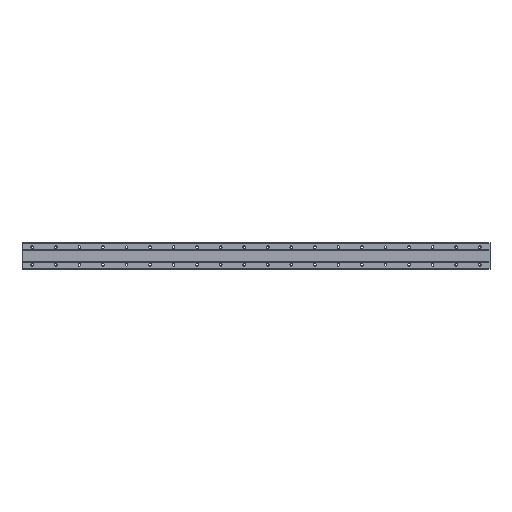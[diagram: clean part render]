
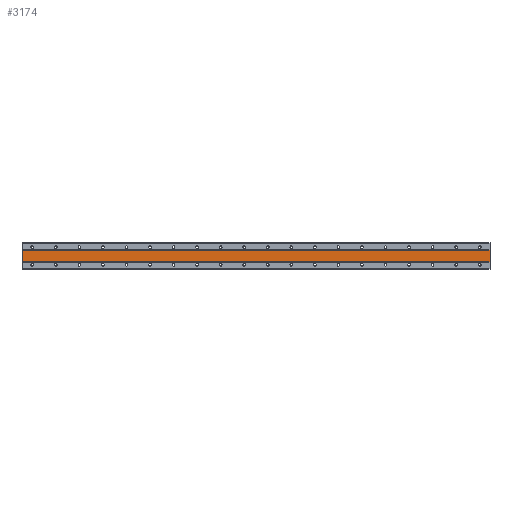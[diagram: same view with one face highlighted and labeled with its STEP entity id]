
A CAD part, front view. The second image highlights one B-rep face of the part: STEP entity #3174.
In plain terms, the highlighted planar face has unit normal (0, -1, 0).
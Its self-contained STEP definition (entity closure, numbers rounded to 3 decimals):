
#14 = LINE ( 'NONE', #6901, #3184 ) ;
#219 = VERTEX_POINT ( 'NONE', #4073 ) ;
#223 = LINE ( 'NONE', #4767, #3688 ) ;
#480 = VERTEX_POINT ( 'NONE', #7111 ) ;
#482 = FACE_OUTER_BOUND ( 'NONE', #1668, .T. ) ;
#704 = CARTESIAN_POINT ( 'NONE',  ( 1555., 1., -20. ) ) ;
#784 = CARTESIAN_POINT ( 'NONE',  ( -35., 1., 20. ) ) ;
#930 = VECTOR ( 'NONE', #7061, 1000. ) ;
#1668 = EDGE_LOOP ( 'NONE', ( #1740, #6604, #2648, #1827 ) ) ;
#1717 = DIRECTION ( 'NONE',  ( 0., 0., -1. ) ) ;
#1740 = ORIENTED_EDGE ( 'NONE', *, *, #4716, .F. ) ;
#1827 = ORIENTED_EDGE ( 'NONE', *, *, #1832, .F. ) ;
#1832 = EDGE_CURVE ( 'NONE', #219, #480, #5351, .T. ) ;
#1978 = VERTEX_POINT ( 'NONE', #6157 ) ;
#2648 = ORIENTED_EDGE ( 'NONE', *, *, #2881, .F. ) ;
#2749 = DIRECTION ( 'NONE',  ( 0., 0., 1. ) ) ;
#2759 = AXIS2_PLACEMENT_3D ( 'NONE', #2994, #7231, #2749 ) ;
#2881 = EDGE_CURVE ( 'NONE', #480, #6597, #223, .T. ) ;
#2994 = CARTESIAN_POINT ( 'NONE',  ( 1555., 1., 20. ) ) ;
#3055 = DIRECTION ( 'NONE',  ( -1., 0., 0. ) ) ;
#3174 = ADVANCED_FACE ( 'NONE', ( #482 ), #7290, .F. ) ;
#3184 = VECTOR ( 'NONE', #1717, 1000. ) ;
#3626 = EDGE_CURVE ( 'NONE', #6597, #1978, #14, .T. ) ;
#3688 = VECTOR ( 'NONE', #6445, 1000. ) ;
#3944 = CARTESIAN_POINT ( 'NONE',  ( 1555., 1., 20. ) ) ;
#4073 = CARTESIAN_POINT ( 'NONE',  ( -35., 1., -20. ) ) ;
#4716 = EDGE_CURVE ( 'NONE', #1978, #219, #7055, .T. ) ;
#4767 = CARTESIAN_POINT ( 'NONE',  ( 1555., 1., 20. ) ) ;
#5351 = LINE ( 'NONE', #784, #930 ) ;
#5541 = VECTOR ( 'NONE', #3055, 1000. ) ;
#6157 = CARTESIAN_POINT ( 'NONE',  ( 1555., 1., -20. ) ) ;
#6445 = DIRECTION ( 'NONE',  ( 1., 0., 0. ) ) ;
#6597 = VERTEX_POINT ( 'NONE', #3944 ) ;
#6604 = ORIENTED_EDGE ( 'NONE', *, *, #3626, .F. ) ;
#6901 = CARTESIAN_POINT ( 'NONE',  ( 1555., 1., 20. ) ) ;
#7055 = LINE ( 'NONE', #704, #5541 ) ;
#7061 = DIRECTION ( 'NONE',  ( 0., 0., 1. ) ) ;
#7111 = CARTESIAN_POINT ( 'NONE',  ( -35., 1., 20. ) ) ;
#7231 = DIRECTION ( 'NONE',  ( 0., 1., 0. ) ) ;
#7290 = PLANE ( 'NONE',  #2759 ) ;
